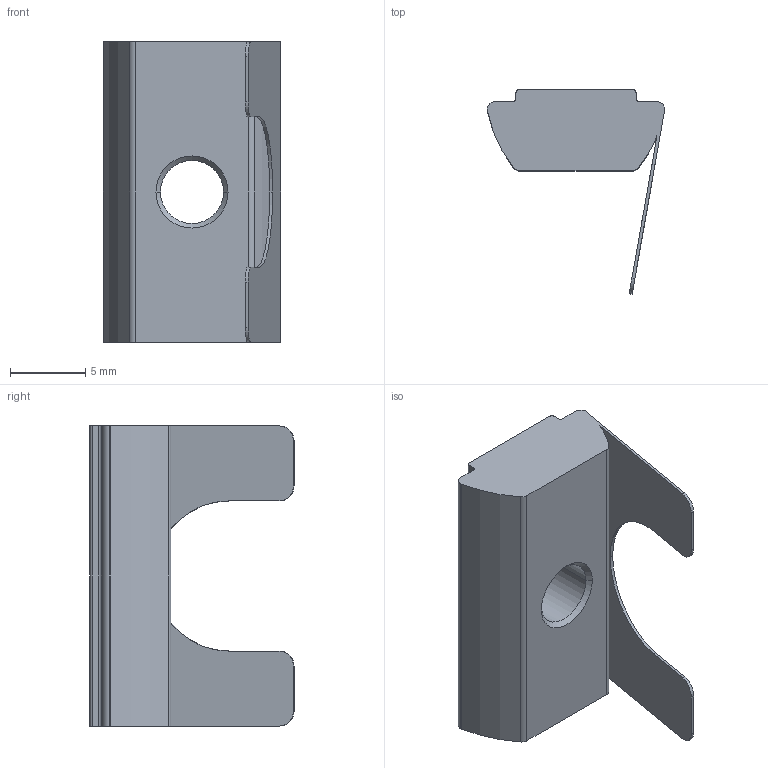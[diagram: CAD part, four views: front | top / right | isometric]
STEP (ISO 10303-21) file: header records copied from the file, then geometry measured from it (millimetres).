
FILE_DESCRIPTION (( 'STEP AP214' ), '1' );
FILE_NAME ('A360 Ñóõàðü ïàçîâûé Ì5 ñ ëàïêîé, ïàç 8.STEP', '2019-09-17T14:10:47', ( 'Windows User' ), ( '' ), 'SwSTEP 2.0', 'SolidWorks 2018', '' );
FILE_SCHEMA (( 'AUTOMOTIVE_DESIGN' ));
Length unit declared in the file: millimetre
Products named in the file (1): A360 Ñóõàðü ïàçîâûé Ì5 ñ ëàïêîé, ïàç 8
Bounding box: 11.82 x 13.6 x 20 mm (x, y, z)
Volume: 1044.5 mm3; surface area: 1031.6 mm2
Topology: 1 solids, 1 shells, 38 faces, 104 edges, 68 vertices
Faces by surface type: cylinder 20, plane 14, cone 4
Entity records: 1280 total; most frequent: DIRECTION 226, CARTESIAN_POINT 211, ORIENTED_EDGE 208, EDGE_CURVE 104, AXIS2_PLACEMENT_3D 83, VERTEX_POINT 68, LINE 60, VECTOR 60
